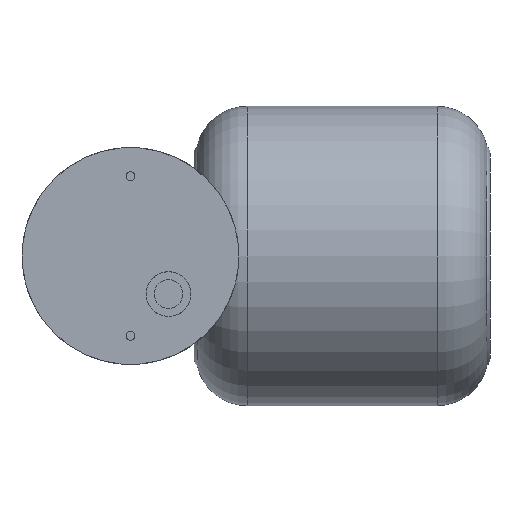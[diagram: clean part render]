
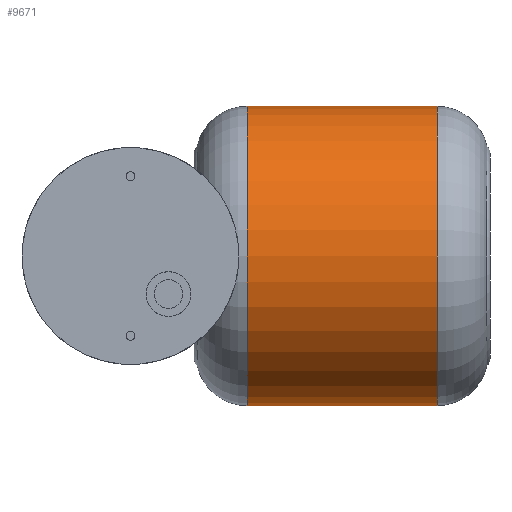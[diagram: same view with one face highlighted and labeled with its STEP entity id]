
A CAD part, left-side view. The second image highlights one B-rep face of the part: STEP entity #9671.
In plain terms, the highlighted cylindrical face has radius 83.5 mm (diameter 167 mm), a partial arc.
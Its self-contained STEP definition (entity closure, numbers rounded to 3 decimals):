
#866 = CARTESIAN_POINT ( 'NONE',  ( 0., 24.495, -83.5 ) ) ;
#2200 = CIRCLE ( 'NONE', #29189, 83.5 ) ;
#2363 = DIRECTION ( 'NONE',  ( 0., 0., -1. ) ) ;
#4400 = CARTESIAN_POINT ( 'NONE',  ( 0., 130.505, -83.5 ) ) ;
#4664 = DIRECTION ( 'NONE',  ( 0., 0., -1. ) ) ;
#6068 = CARTESIAN_POINT ( 'NONE',  ( 0., 0., 0. ) ) ;
#6237 = VERTEX_POINT ( 'NONE', #866 ) ;
#6606 = CIRCLE ( 'NONE', #17510, 83.5 ) ;
#6815 = ORIENTED_EDGE ( 'NONE', *, *, #16531, .F. ) ;
#7265 = DIRECTION ( 'NONE',  ( 0., -1., 0. ) ) ;
#9671 = ADVANCED_FACE ( 'NONE', ( #12658 ), #9963, .T. ) ;
#9963 = CYLINDRICAL_SURFACE ( 'NONE', #32180, 83.5 ) ;
#12611 = LINE ( 'NONE', #28975, #28825 ) ;
#12658 = FACE_OUTER_BOUND ( 'NONE', #30545, .T. ) ;
#12749 = ORIENTED_EDGE ( 'NONE', *, *, #27478, .T. ) ;
#14149 = EDGE_CURVE ( 'NONE', #28150, #6237, #12611, .T. ) ;
#14935 = CARTESIAN_POINT ( 'NONE',  ( 0., 24.495, 83.5 ) ) ;
#15180 = DIRECTION ( 'NONE',  ( 0., 0., -1. ) ) ;
#16531 = EDGE_CURVE ( 'NONE', #33426, #6237, #6606, .T. ) ;
#16899 = ORIENTED_EDGE ( 'NONE', *, *, #26084, .F. ) ;
#17510 = AXIS2_PLACEMENT_3D ( 'NONE', #29327, #34884, #2363 ) ;
#19986 = VERTEX_POINT ( 'NONE', #33160 ) ;
#21369 = DIRECTION ( 'NONE',  ( 0., -1., 0. ) ) ;
#23550 = CARTESIAN_POINT ( 'NONE',  ( 0., 0., 83.5 ) ) ;
#26084 = EDGE_CURVE ( 'NONE', #19986, #33426, #26573, .T. ) ;
#26573 = LINE ( 'NONE', #23550, #34796 ) ;
#27478 = EDGE_CURVE ( 'NONE', #19986, #28150, #2200, .T. ) ;
#28150 = VERTEX_POINT ( 'NONE', #4400 ) ;
#28806 = DIRECTION ( 'NONE',  ( 0., -1., 0. ) ) ;
#28825 = VECTOR ( 'NONE', #28806, 1000. ) ;
#28975 = CARTESIAN_POINT ( 'NONE',  ( 0., 0., -83.5 ) ) ;
#29189 = AXIS2_PLACEMENT_3D ( 'NONE', #34668, #31981, #4664 ) ;
#29327 = CARTESIAN_POINT ( 'NONE',  ( 0., 24.495, 0. ) ) ;
#30545 = EDGE_LOOP ( 'NONE', ( #16899, #12749, #34955, #6815 ) ) ;
#31981 = DIRECTION ( 'NONE',  ( 0., -1., 0. ) ) ;
#32180 = AXIS2_PLACEMENT_3D ( 'NONE', #6068, #7265, #15180 ) ;
#33160 = CARTESIAN_POINT ( 'NONE',  ( 0., 130.505, 83.5 ) ) ;
#33426 = VERTEX_POINT ( 'NONE', #14935 ) ;
#34668 = CARTESIAN_POINT ( 'NONE',  ( 0., 130.505, 0. ) ) ;
#34796 = VECTOR ( 'NONE', #21369, 1000. ) ;
#34884 = DIRECTION ( 'NONE',  ( 0., -1., 0. ) ) ;
#34955 = ORIENTED_EDGE ( 'NONE', *, *, #14149, .T. ) ;
